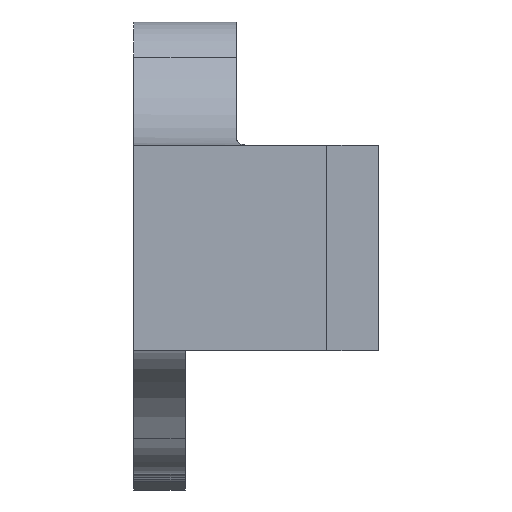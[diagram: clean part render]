
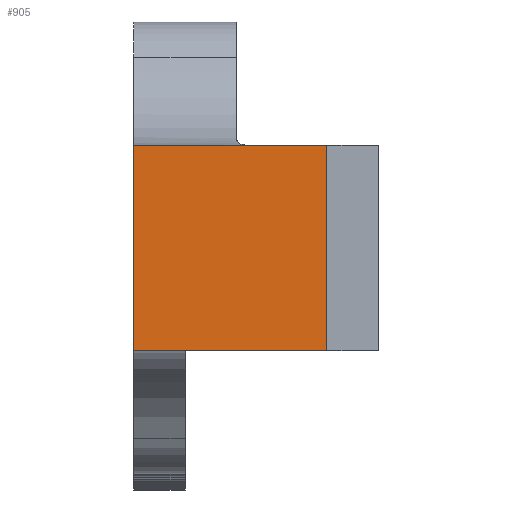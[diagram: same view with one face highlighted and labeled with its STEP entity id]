
A CAD part, left-side view. The second image highlights one B-rep face of the part: STEP entity #905.
In plain terms, the highlighted planar face has unit normal (-1, 0, 0).
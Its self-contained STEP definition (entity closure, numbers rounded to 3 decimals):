
#167 = EDGE_LOOP ( 'NONE', ( #1253, #1160, #607, #1802 ) ) ;
#326 = DIRECTION ( 'NONE',  ( 0., -1., 0. ) ) ;
#351 = LINE ( 'NONE', #2049, #2092 ) ;
#360 = DIRECTION ( 'NONE',  ( 1., 0., 0. ) ) ;
#469 = EDGE_CURVE ( 'NONE', #1304, #1277, #351, .T. ) ;
#607 = ORIENTED_EDGE ( 'NONE', *, *, #469, .F. ) ;
#723 = LINE ( 'NONE', #1771, #1288 ) ;
#903 = CARTESIAN_POINT ( 'NONE',  ( -50., -8.796, 4.8 ) ) ;
#905 = ADVANCED_FACE ( 'NONE', ( #1621 ), #1909, .F. ) ;
#914 = CARTESIAN_POINT ( 'NONE',  ( -50., 10., 4.8 ) ) ;
#975 = CARTESIAN_POINT ( 'NONE',  ( -50., -8.796, 27.404 ) ) ;
#1021 = VECTOR ( 'NONE', #1840, 1000. ) ;
#1053 = DIRECTION ( 'NONE',  ( 0., 0., -1. ) ) ;
#1093 = AXIS2_PLACEMENT_3D ( 'NONE', #1755, #360, #1053 ) ;
#1157 = VERTEX_POINT ( 'NONE', #1595 ) ;
#1160 = ORIENTED_EDGE ( 'NONE', *, *, #1977, .F. ) ;
#1253 = ORIENTED_EDGE ( 'NONE', *, *, #1578, .F. ) ;
#1277 = VERTEX_POINT ( 'NONE', #903 ) ;
#1288 = VECTOR ( 'NONE', #1591, 1000. ) ;
#1304 = VERTEX_POINT ( 'NONE', #914 ) ;
#1465 = CARTESIAN_POINT ( 'NONE',  ( -50., 10., -15.2 ) ) ;
#1522 = LINE ( 'NONE', #2206, #1021 ) ;
#1576 = VECTOR ( 'NONE', #2138, 1000. ) ;
#1578 = EDGE_CURVE ( 'NONE', #1157, #1924, #1522, .T. ) ;
#1591 = DIRECTION ( 'NONE',  ( 0., 0., -1. ) ) ;
#1595 = CARTESIAN_POINT ( 'NONE',  ( -50., -8.796, -15.2 ) ) ;
#1620 = LINE ( 'NONE', #975, #1576 ) ;
#1621 = FACE_OUTER_BOUND ( 'NONE', #167, .T. ) ;
#1647 = EDGE_CURVE ( 'NONE', #1304, #1924, #723, .T. ) ;
#1755 = CARTESIAN_POINT ( 'NONE',  ( -50., 0., 16.8 ) ) ;
#1771 = CARTESIAN_POINT ( 'NONE',  ( -50., 10., 16.8 ) ) ;
#1802 = ORIENTED_EDGE ( 'NONE', *, *, #1647, .T. ) ;
#1840 = DIRECTION ( 'NONE',  ( 0., 1., 0. ) ) ;
#1909 = PLANE ( 'NONE',  #1093 ) ;
#1924 = VERTEX_POINT ( 'NONE', #1465 ) ;
#1977 = EDGE_CURVE ( 'NONE', #1277, #1157, #1620, .T. ) ;
#2049 = CARTESIAN_POINT ( 'NONE',  ( -50., 10., 4.8 ) ) ;
#2092 = VECTOR ( 'NONE', #326, 1000. ) ;
#2138 = DIRECTION ( 'NONE',  ( 0., 0., -1. ) ) ;
#2206 = CARTESIAN_POINT ( 'NONE',  ( -50., 10., -15.2 ) ) ;
